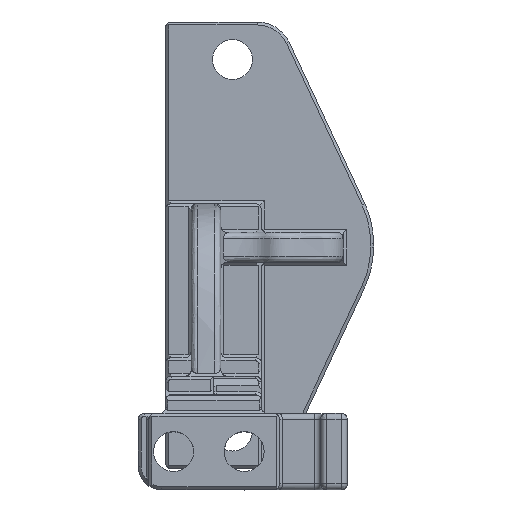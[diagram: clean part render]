
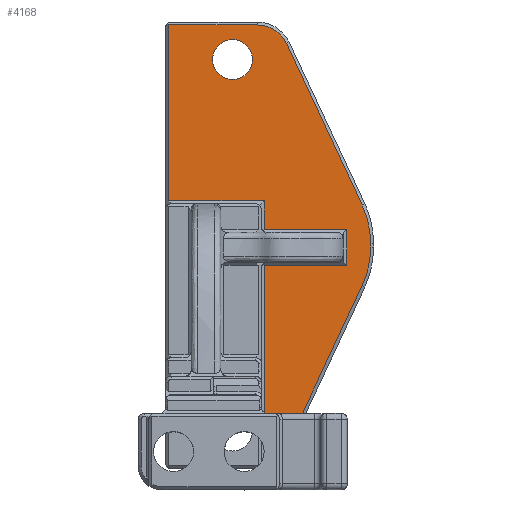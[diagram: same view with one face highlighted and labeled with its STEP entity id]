
A CAD part, top view. The second image highlights one B-rep face of the part: STEP entity #4168.
In plain terms, the highlighted planar face has unit normal (0, 0, 1).
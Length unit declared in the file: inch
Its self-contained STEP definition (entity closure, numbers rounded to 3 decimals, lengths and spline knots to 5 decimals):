
#24=FACE_BOUND('',#826,.T.);
#96=B_SPLINE_CURVE_WITH_KNOTS('',3,(#7964,#7965,#7966,#7967),
 .UNSPECIFIED.,.F.,.F.,(4,4),(-0.0254,0.2794),
 .UNSPECIFIED.);
#365=PLANE('',#4523);
#587=FACE_OUTER_BOUND('',#825,.T.);
#825=EDGE_LOOP('',(#3767,#3768,#3769,#3770,#3771,#3772,#3773,#3774,#3775,
#3776,#3777,#3778,#3779,#3780,#3781));
#826=EDGE_LOOP('',(#3782));
#1142=LINE('',#7982,#1516);
#1144=LINE('',#7986,#1518);
#1146=LINE('',#7990,#1520);
#1148=LINE('',#7994,#1522);
#1150=LINE('',#7998,#1524);
#1154=LINE('',#8007,#1528);
#1157=LINE('',#8015,#1531);
#1162=LINE('',#8031,#1536);
#1209=LINE('',#8239,#1583);
#1210=LINE('',#8242,#1584);
#1516=VECTOR('',#5378,0.3937);
#1518=VECTOR('',#5382,0.3937);
#1520=VECTOR('',#5386,0.3937);
#1522=VECTOR('',#5390,0.3937);
#1524=VECTOR('',#5394,0.3937);
#1528=VECTOR('',#5404,0.3937);
#1531=VECTOR('',#5413,0.3937);
#1536=VECTOR('',#5426,0.3937);
#1583=VECTOR('',#5573,0.3937);
#1584=VECTOR('',#5576,0.3937);
#1669=CIRCLE('',#4457,0.06693);
#1670=CIRCLE('',#4464,0.10813);
#1671=CIRCLE('',#4467,0.3042);
#1672=CIRCLE('',#4470,0.3042);
#1679=CIRCLE('',#4524,0.10813);
#2022=VERTEX_POINT('',#7943);
#2023=VERTEX_POINT('',#7962);
#2024=VERTEX_POINT('',#7963);
#2025=VERTEX_POINT('',#7981);
#2026=VERTEX_POINT('',#7985);
#2027=VERTEX_POINT('',#7989);
#2028=VERTEX_POINT('',#7993);
#2029=VERTEX_POINT('',#7997);
#2030=VERTEX_POINT('',#8001);
#2031=VERTEX_POINT('',#8005);
#2032=VERTEX_POINT('',#8009);
#2033=VERTEX_POINT('',#8013);
#2034=VERTEX_POINT('',#8017);
#2037=VERTEX_POINT('',#8029);
#2070=VERTEX_POINT('',#8237);
#2071=VERTEX_POINT('',#8241);
#2566=EDGE_CURVE('',#2022,#2022,#1669,.T.);
#2568=EDGE_CURVE('',#2023,#2024,#96,.T.);
#2571=EDGE_CURVE('',#2024,#2025,#1142,.T.);
#2573=EDGE_CURVE('',#2025,#2026,#1144,.T.);
#2575=EDGE_CURVE('',#2026,#2027,#1146,.T.);
#2577=EDGE_CURVE('',#2027,#2028,#1148,.T.);
#2579=EDGE_CURVE('',#2028,#2029,#1150,.T.);
#2582=EDGE_CURVE('',#2029,#2030,#1670,.T.);
#2584=EDGE_CURVE('',#2030,#2031,#1154,.T.);
#2586=EDGE_CURVE('',#2031,#2032,#1671,.T.);
#2588=EDGE_CURVE('',#2032,#2033,#1157,.T.);
#2590=EDGE_CURVE('',#2033,#2034,#1672,.T.);
#2595=EDGE_CURVE('',#2034,#2037,#1162,.T.);
#2667=EDGE_CURVE('',#2070,#2023,#1209,.T.);
#2668=EDGE_CURVE('',#2071,#2070,#1210,.T.);
#2669=EDGE_CURVE('',#2037,#2071,#1679,.T.);
#3767=ORIENTED_EDGE('',*,*,#2668,.F.);
#3768=ORIENTED_EDGE('',*,*,#2669,.F.);
#3769=ORIENTED_EDGE('',*,*,#2595,.F.);
#3770=ORIENTED_EDGE('',*,*,#2590,.F.);
#3771=ORIENTED_EDGE('',*,*,#2588,.F.);
#3772=ORIENTED_EDGE('',*,*,#2586,.F.);
#3773=ORIENTED_EDGE('',*,*,#2584,.F.);
#3774=ORIENTED_EDGE('',*,*,#2582,.F.);
#3775=ORIENTED_EDGE('',*,*,#2579,.F.);
#3776=ORIENTED_EDGE('',*,*,#2577,.F.);
#3777=ORIENTED_EDGE('',*,*,#2575,.F.);
#3778=ORIENTED_EDGE('',*,*,#2573,.F.);
#3779=ORIENTED_EDGE('',*,*,#2571,.F.);
#3780=ORIENTED_EDGE('',*,*,#2568,.F.);
#3781=ORIENTED_EDGE('',*,*,#2667,.F.);
#3782=ORIENTED_EDGE('',*,*,#2566,.F.);
#4168=ADVANCED_FACE('',(#587,#24),#365,.F.);
#4457=AXIS2_PLACEMENT_3D('',#7944,#5373,#5374);
#4464=AXIS2_PLACEMENT_3D('',#8003,#5399,#5400);
#4467=AXIS2_PLACEMENT_3D('',#8011,#5408,#5409);
#4470=AXIS2_PLACEMENT_3D('',#8019,#5417,#5418);
#4523=AXIS2_PLACEMENT_3D('',#8240,#5574,#5575);
#4524=AXIS2_PLACEMENT_3D('',#8243,#5577,#5578);
#5373=DIRECTION('center_axis',(0.,0.,
1.));
#5374=DIRECTION('ref_axis',(0.,-1.,0.));
#5378=DIRECTION('',(-1.,0.,0.));
#5382=DIRECTION('',(0.,1.,0.));
#5386=DIRECTION('',(-1.,0.,0.));
#5390=DIRECTION('',(0.,1.,0.));
#5394=DIRECTION('',(1.,0.,0.));
#5399=DIRECTION('center_axis',(0.,0.,
-1.));
#5400=DIRECTION('ref_axis',(0.,1.,0.));
#5404=DIRECTION('',(0.424,-0.906,0.));
#5408=DIRECTION('center_axis',(0.,0.,
-1.));
#5409=DIRECTION('ref_axis',(0.906,0.424,0.));
#5413=DIRECTION('',(0.,-1.,0.));
#5417=DIRECTION('center_axis',(0.,0.,
-1.));
#5418=DIRECTION('ref_axis',(1.,0.001,0.));
#5426=DIRECTION('',(-0.424,-0.906,0.));
#5573=DIRECTION('',(1.,0.,0.));
#5574=DIRECTION('center_axis',(0.,0.,
-1.));
#5575=DIRECTION('ref_axis',(0.,1.,0.));
#5576=DIRECTION('',(0.,1.,0.));
#5577=DIRECTION('center_axis',(0.,0.,
-1.));
#5578=DIRECTION('ref_axis',(0.906,-0.424,0.));
#7943=CARTESIAN_POINT('',(-2.20229,2.12763,5.178));
#7944=CARTESIAN_POINT('Origin',(-2.20229,2.0607,5.178));
#7962=CARTESIAN_POINT('',(-1.81985,1.37158,5.178));
#7963=CARTESIAN_POINT('',(-1.81985,1.49158,5.178));
#7964=CARTESIAN_POINT('Ctrl Pts',(-1.81985,1.37158,5.178));
#7965=CARTESIAN_POINT('Ctrl Pts',(-1.81985,1.41158,5.178));
#7966=CARTESIAN_POINT('Ctrl Pts',(-1.81985,1.45158,5.178));
#7967=CARTESIAN_POINT('Ctrl Pts',(-1.81985,1.49158,5.178));
#7981=CARTESIAN_POINT('',(-2.09596,1.49158,5.178));
#7982=CARTESIAN_POINT('',(-2.32253,1.49158,5.178));
#7985=CARTESIAN_POINT('',(-2.09596,1.5881,5.178));
#7986=CARTESIAN_POINT('',(-2.09596,1.06501,5.178));
#7989=CARTESIAN_POINT('',(-2.41656,1.5881,5.178));
#7990=CARTESIAN_POINT('',(-2.22936,1.5881,5.178));
#7993=CARTESIAN_POINT('',(-2.41656,2.17668,5.178));
#7994=CARTESIAN_POINT('',(-2.41656,1.81266,5.178));
#7997=CARTESIAN_POINT('',(-2.11934,2.17668,5.178));
#7998=CARTESIAN_POINT('',(-2.54327,2.17668,5.178));
#8001=CARTESIAN_POINT('',(-2.02139,2.11437,5.178));
#8003=CARTESIAN_POINT('Origin',(-2.11932,2.06855,5.178));
#8005=CARTESIAN_POINT('',(-1.76855,1.57386,5.178));
#8007=CARTESIAN_POINT('',(-1.92146,1.90076,5.178));
#8009=CARTESIAN_POINT('',(-1.73985,1.44464,5.178));
#8011=CARTESIAN_POINT('Origin',(-2.04405,1.44487,5.178));
#8013=CARTESIAN_POINT('',(-1.73985,1.43267,5.178));
#8015=CARTESIAN_POINT('',(-1.73985,1.44164,5.178));
#8017=CARTESIAN_POINT('',(-1.76855,1.30344,5.178));
#8019=CARTESIAN_POINT('Origin',(-2.04405,1.43243,5.178));
#8029=CARTESIAN_POINT('',(-2.02139,0.76293,5.178));
#8031=CARTESIAN_POINT('',(-1.79505,1.2468,5.178));
#8237=CARTESIAN_POINT('',(-2.09596,1.37158,5.178));
#8239=CARTESIAN_POINT('',(-2.32253,1.37158,5.178));
#8240=CARTESIAN_POINT('Origin',(-2.35276,1.43865,5.178));
#8241=CARTESIAN_POINT('',(-2.09596,0.70317,5.178));
#8242=CARTESIAN_POINT('',(-2.09596,1.06501,5.178));
#8243=CARTESIAN_POINT('Origin',(-2.11932,0.80875,5.178));
